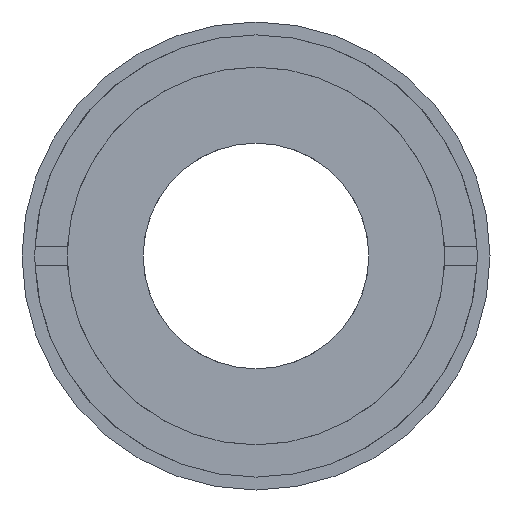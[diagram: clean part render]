
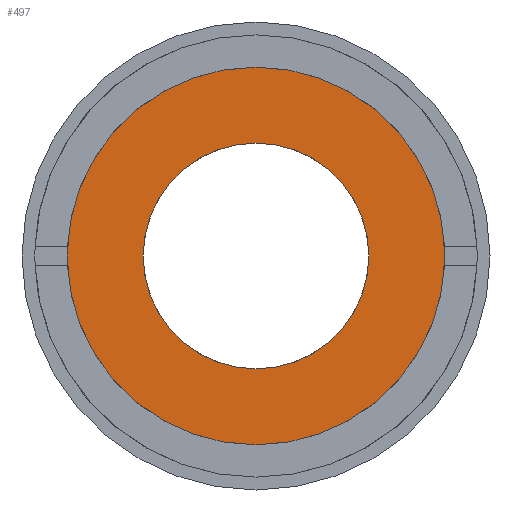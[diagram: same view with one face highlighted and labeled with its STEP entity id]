
A CAD part, front view. The second image highlights one B-rep face of the part: STEP entity #497.
In plain terms, the highlighted planar face has unit normal (0, -1, 0).
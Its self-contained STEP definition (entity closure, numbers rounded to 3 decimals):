
#22 = VERTEX_POINT ( 'NONE', #109 ) ;
#45 = CARTESIAN_POINT ( 'NONE',  ( 0., 5., 0. ) ) ;
#109 = CARTESIAN_POINT ( 'NONE',  ( 0., 5., -21.1 ) ) ;
#114 = EDGE_CURVE ( 'NONE', #212, #527, #406, .T. ) ;
#186 = ORIENTED_EDGE ( 'NONE', *, *, #270, .T. ) ;
#212 = VERTEX_POINT ( 'NONE', #1184 ) ;
#259 = EDGE_LOOP ( 'NONE', ( #548, #918 ) ) ;
#270 = EDGE_CURVE ( 'NONE', #527, #212, #979, .T. ) ;
#312 = DIRECTION ( 'NONE',  ( 0., 1., 0. ) ) ;
#326 = DIRECTION ( 'NONE',  ( 0., 0., 1. ) ) ;
#330 = DIRECTION ( 'NONE',  ( 0., 1., 0. ) ) ;
#347 = CARTESIAN_POINT ( 'NONE',  ( 0., 5., 0. ) ) ;
#406 = CIRCLE ( 'NONE', #1237, 12.25 ) ;
#415 = DIRECTION ( 'NONE',  ( 0., 0., 1. ) ) ;
#424 = CIRCLE ( 'NONE', #879, 21.1 ) ;
#431 = DIRECTION ( 'NONE',  ( 0., 1., 0. ) ) ;
#441 = CARTESIAN_POINT ( 'NONE',  ( 0., 5., 21.1 ) ) ;
#455 = DIRECTION ( 'NONE',  ( 0., -1., 0. ) ) ;
#458 = DIRECTION ( 'NONE',  ( 0., 0., -1. ) ) ;
#497 = ADVANCED_FACE ( 'NONE', ( #1111, #874 ), #664, .T. ) ;
#527 = VERTEX_POINT ( 'NONE', #1106 ) ;
#548 = ORIENTED_EDGE ( 'NONE', *, *, #745, .F. ) ;
#549 = AXIS2_PLACEMENT_3D ( 'NONE', #45, #330, #1250 ) ;
#664 = PLANE ( 'NONE',  #1008 ) ;
#745 = EDGE_CURVE ( 'NONE', #1305, #22, #424, .T. ) ;
#822 = CARTESIAN_POINT ( 'NONE',  ( 0., 5., 0. ) ) ;
#874 = FACE_OUTER_BOUND ( 'NONE', #259, .T. ) ;
#879 = AXIS2_PLACEMENT_3D ( 'NONE', #822, #312, #326 ) ;
#896 = DIRECTION ( 'NONE',  ( 0., 0., 1. ) ) ;
#905 = DIRECTION ( 'NONE',  ( 0., 1., 0. ) ) ;
#916 = CARTESIAN_POINT ( 'NONE',  ( 0., 5., 0. ) ) ;
#918 = ORIENTED_EDGE ( 'NONE', *, *, #1254, .F. ) ;
#979 = CIRCLE ( 'NONE', #1148, 12.25 ) ;
#1008 = AXIS2_PLACEMENT_3D ( 'NONE', #1166, #455, #458 ) ;
#1074 = EDGE_LOOP ( 'NONE', ( #1192, #186 ) ) ;
#1106 = CARTESIAN_POINT ( 'NONE',  ( 0., 5., -12.25 ) ) ;
#1111 = FACE_BOUND ( 'NONE', #1074, .T. ) ;
#1144 = CIRCLE ( 'NONE', #549, 21.1 ) ;
#1148 = AXIS2_PLACEMENT_3D ( 'NONE', #916, #905, #896 ) ;
#1166 = CARTESIAN_POINT ( 'NONE',  ( -12.25, 5., 0. ) ) ;
#1184 = CARTESIAN_POINT ( 'NONE',  ( 0., 5., 12.25 ) ) ;
#1192 = ORIENTED_EDGE ( 'NONE', *, *, #114, .T. ) ;
#1237 = AXIS2_PLACEMENT_3D ( 'NONE', #347, #431, #415 ) ;
#1250 = DIRECTION ( 'NONE',  ( 0., 0., 1. ) ) ;
#1254 = EDGE_CURVE ( 'NONE', #22, #1305, #1144, .T. ) ;
#1305 = VERTEX_POINT ( 'NONE', #441 ) ;
